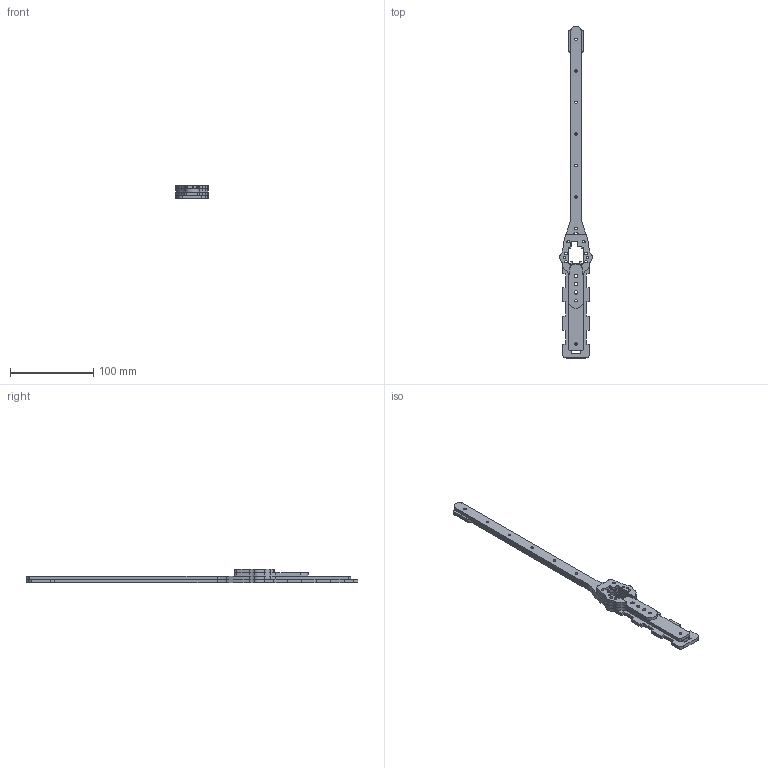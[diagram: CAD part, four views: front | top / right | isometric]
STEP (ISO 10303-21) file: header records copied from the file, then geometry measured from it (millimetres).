
FILE_DESCRIPTION(('FreeCAD Model'),'2;1');
FILE_NAME('Open CASCADE Shape Model','2024-10-06T10:19:27',( 'Stefan Krueger'),('s-light.eu'),'Open CASCADE STEP processor 7.6', 'FreeCAD','Unknown');
FILE_SCHEMA(('AUTOMOTIVE_DESIGN { 1 0 10303 214 1 1 1 1 }'));
Length unit declared in the file: millimetre
Products named in the file (5): case_assembly; case_layer_-2; case_layer_0; case_layer_1; case_layer_-1
Assembly tree (4 placements, depth 2):
  case_assembly
    case_layer_-2
    case_layer_0
    case_layer_1
    case_layer_-1
Bounding box: 39.29 x 399.98 x 16 mm (x, y, z)
Volume: 61031.8 mm3; surface area: 43199.4 mm2
Topology: 4 solids, 4 shells, 327 faces, 1017 edges, 698 vertices
Faces by surface type: plane 168, cylinder 159
Full cylindrical faces by diameter (mm): 2.95 x43, 3.4 x8, 4 x3
Entity records: 11819 total; most frequent: CARTESIAN_POINT 2047, ORIENTED_EDGE 2034, DIRECTION 1999, EDGE_CURVE 1017, LINE 699, VECTOR 699, VERTEX_POINT 698, AXIS2_PLACEMENT_3D 650
